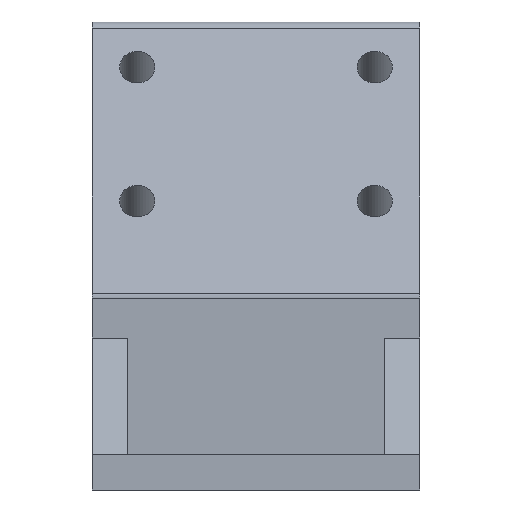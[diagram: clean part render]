
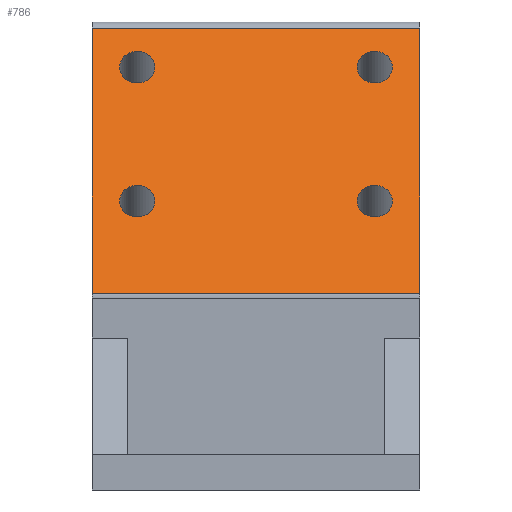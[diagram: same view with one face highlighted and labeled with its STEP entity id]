
A CAD part, left-side view. The second image highlights one B-rep face of the part: STEP entity #786.
In plain terms, the highlighted planar face has unit normal (-0.903, 0, 0.43).
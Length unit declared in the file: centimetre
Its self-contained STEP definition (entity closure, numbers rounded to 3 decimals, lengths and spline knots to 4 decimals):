
#43=FACE_BOUND('',#168,.T.);
#44=FACE_BOUND('',#169,.T.);
#45=FACE_BOUND('',#170,.T.);
#46=FACE_BOUND('',#171,.T.);
#70=PLANE('',#881);
#113=FACE_OUTER_BOUND('',#167,.T.);
#167=EDGE_LOOP('',(#710,#711,#712,#713));
#168=EDGE_LOOP('',(#714));
#169=EDGE_LOOP('',(#715));
#170=EDGE_LOOP('',(#716));
#171=EDGE_LOOP('',(#717));
#200=LINE('',#1212,#269);
#201=LINE('',#1218,#270);
#204=LINE('',#1224,#273);
#244=LINE('',#1333,#313);
#269=VECTOR('',#981,1.);
#270=VECTOR('',#986,1.);
#273=VECTOR('',#993,1.);
#313=VECTOR('',#1109,1.);
#345=CIRCLE('',#867,0.15);
#347=CIRCLE('',#871,0.15);
#349=CIRCLE('',#875,0.15);
#351=CIRCLE('',#879,0.15);
#384=VERTEX_POINT('',#1206);
#386=VERTEX_POINT('',#1210);
#387=VERTEX_POINT('',#1214);
#389=VERTEX_POINT('',#1217);
#415=VERTEX_POINT('',#1307);
#417=VERTEX_POINT('',#1314);
#419=VERTEX_POINT('',#1321);
#421=VERTEX_POINT('',#1328);
#467=EDGE_CURVE('',#384,#386,#200,.T.);
#469=EDGE_CURVE('',#387,#389,#201,.T.);
#473=EDGE_CURVE('',#387,#384,#204,.T.);
#516=EDGE_CURVE('',#415,#415,#345,.T.);
#519=EDGE_CURVE('',#417,#417,#347,.T.);
#522=EDGE_CURVE('',#419,#419,#349,.T.);
#525=EDGE_CURVE('',#421,#421,#351,.T.);
#526=EDGE_CURVE('',#389,#386,#244,.T.);
#710=ORIENTED_EDGE('',*,*,#467,.T.);
#711=ORIENTED_EDGE('',*,*,#526,.F.);
#712=ORIENTED_EDGE('',*,*,#469,.F.);
#713=ORIENTED_EDGE('',*,*,#473,.T.);
#714=ORIENTED_EDGE('',*,*,#519,.T.);
#715=ORIENTED_EDGE('',*,*,#525,.T.);
#716=ORIENTED_EDGE('',*,*,#516,.T.);
#717=ORIENTED_EDGE('',*,*,#522,.T.);
#786=ADVANCED_FACE('',(#113,#43,#44,#45,#46),#70,.T.);
#867=AXIS2_PLACEMENT_3D('',#1309,#1076,#1077);
#871=AXIS2_PLACEMENT_3D('',#1316,#1085,#1086);
#875=AXIS2_PLACEMENT_3D('',#1323,#1094,#1095);
#879=AXIS2_PLACEMENT_3D('',#1330,#1103,#1104);
#881=AXIS2_PLACEMENT_3D('',#1332,#1107,#1108);
#981=DIRECTION('',(0.,1.,0.));
#986=DIRECTION('',(0.,1.,0.));
#993=DIRECTION('',(0.431,0.,0.903));
#1076=DIRECTION('center_axis',(0.903,0.,-0.431));
#1077=DIRECTION('ref_axis',(-0.431,0.,-0.903));
#1085=DIRECTION('center_axis',(0.903,0.,-0.431));
#1086=DIRECTION('ref_axis',(-0.431,0.,-0.903));
#1094=DIRECTION('center_axis',(0.903,0.,-0.431));
#1095=DIRECTION('ref_axis',(-0.431,0.,-0.903));
#1103=DIRECTION('center_axis',(0.903,0.,-0.431));
#1104=DIRECTION('ref_axis',(-0.431,0.,-0.903));
#1107=DIRECTION('center_axis',(-0.903,0.,0.431));
#1108=DIRECTION('ref_axis',(0.431,0.,0.903));
#1109=DIRECTION('',(0.431,0.,0.903));
#1206=CARTESIAN_POINT('',(0.1711,0.,2.4726));
#1210=CARTESIAN_POINT('',(0.1711,2.8,2.4726));
#1212=CARTESIAN_POINT('',(0.1711,2.8,2.4726));
#1214=CARTESIAN_POINT('',(-0.9086,0.,0.209));
#1217=CARTESIAN_POINT('',(-0.9086,2.8,0.209));
#1218=CARTESIAN_POINT('',(-0.9086,2.8,0.209));
#1224=CARTESIAN_POINT('',(-0.9183,0.,0.1886));
#1307=CARTESIAN_POINT('',(-0.5974,0.384,0.8615));
#1309=CARTESIAN_POINT('Origin',(-0.5328,0.384,0.9969));
#1314=CARTESIAN_POINT('',(-0.0506,0.384,2.0078));
#1316=CARTESIAN_POINT('Origin',(0.014,0.384,2.1432));
#1321=CARTESIAN_POINT('',(-0.5974,2.416,0.8615));
#1323=CARTESIAN_POINT('Origin',(-0.5328,2.416,0.9969));
#1328=CARTESIAN_POINT('',(-0.0506,2.416,2.0078));
#1330=CARTESIAN_POINT('Origin',(0.014,2.416,2.1432));
#1332=CARTESIAN_POINT('Origin',(-0.9183,0.,0.1886));
#1333=CARTESIAN_POINT('',(-0.9183,2.8,0.1886));
